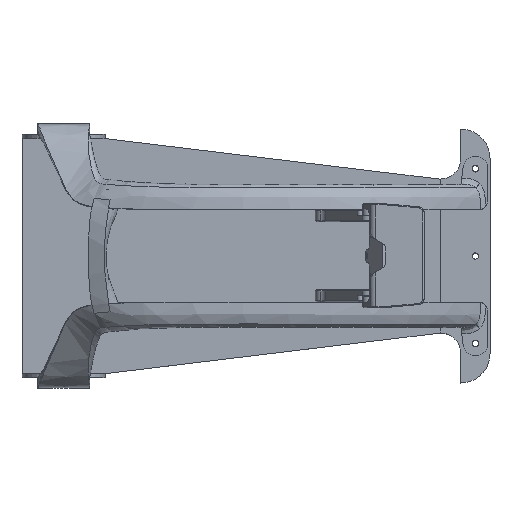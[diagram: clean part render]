
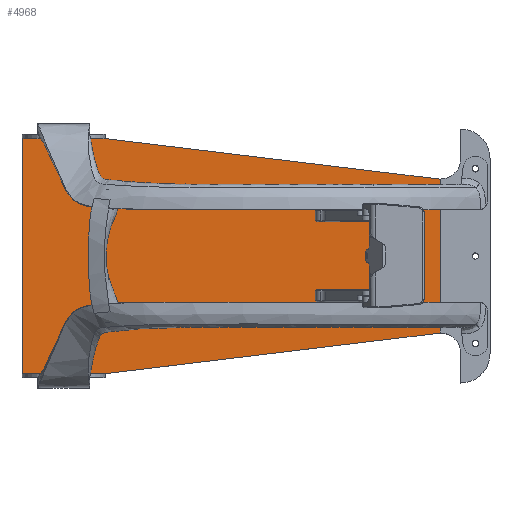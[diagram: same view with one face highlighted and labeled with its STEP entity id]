
A CAD part, top view. The second image highlights one B-rep face of the part: STEP entity #4968.
In plain terms, the highlighted planar face has unit normal (0, 0, 1).
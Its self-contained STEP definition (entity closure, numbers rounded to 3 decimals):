
#410=PLANE('',#5372);
#537=FACE_OUTER_BOUND('',#838,.T.);
#838=EDGE_LOOP('',(#3483,#3484,#3485,#3486,#3487,#3488));
#1179=LINE('',#7223,#1547);
#1192=LINE('',#7266,#1560);
#1205=LINE('',#7302,#1573);
#1207=LINE('',#7307,#1575);
#1209=LINE('',#7311,#1577);
#1210=LINE('',#7312,#1578);
#1547=VECTOR('',#5884,10.);
#1560=VECTOR('',#5927,10.);
#1573=VECTOR('',#5966,10.);
#1575=VECTOR('',#5970,10.);
#1577=VECTOR('',#5974,10.);
#1578=VECTOR('',#5975,10.);
#2130=VERTEX_POINT('',#7210);
#2134=VERTEX_POINT('',#7222);
#2148=VERTEX_POINT('',#7261);
#2149=VERTEX_POINT('',#7265);
#2161=VERTEX_POINT('',#7306);
#2162=VERTEX_POINT('',#7310);
#2631=EDGE_CURVE('',#2130,#2134,#1179,.T.);
#2652=EDGE_CURVE('',#2148,#2149,#1192,.T.);
#2671=EDGE_CURVE('',#2149,#2130,#1205,.T.);
#2673=EDGE_CURVE('',#2161,#2148,#1207,.T.);
#2675=EDGE_CURVE('',#2134,#2162,#1209,.T.);
#2676=EDGE_CURVE('',#2161,#2162,#1210,.T.);
#3483=ORIENTED_EDGE('',*,*,#2673,.T.);
#3484=ORIENTED_EDGE('',*,*,#2652,.T.);
#3485=ORIENTED_EDGE('',*,*,#2671,.T.);
#3486=ORIENTED_EDGE('',*,*,#2631,.T.);
#3487=ORIENTED_EDGE('',*,*,#2675,.T.);
#3488=ORIENTED_EDGE('',*,*,#2676,.F.);
#4968=ADVANCED_FACE('',(#537),#410,.T.);
#5372=AXIS2_PLACEMENT_3D('',#7309,#5972,#5973);
#5884=DIRECTION('',(-1.,0.,0.));
#5927=DIRECTION('',(0.,1.,0.));
#5966=DIRECTION('',(-0.993,0.12,0.));
#5970=DIRECTION('',(0.993,0.12,0.));
#5972=DIRECTION('center_axis',(0.,0.,1.));
#5973=DIRECTION('ref_axis',(1.,0.,0.));
#5974=DIRECTION('',(0.,-1.,0.));
#5975=DIRECTION('',(-1.,0.,0.));
#7210=CARTESIAN_POINT('',(20.,115.,2.));
#7222=CARTESIAN_POINT('',(-20.,115.,2.));
#7223=CARTESIAN_POINT('',(20.,115.,2.));
#7261=CARTESIAN_POINT('',(181.,21.5,2.));
#7265=CARTESIAN_POINT('',(181.,95.5,2.));
#7266=CARTESIAN_POINT('',(181.,21.5,2.));
#7302=CARTESIAN_POINT('',(20.,115.,2.));
#7306=CARTESIAN_POINT('',(20.,2.,2.));
#7307=CARTESIAN_POINT('',(181.,21.5,2.));
#7309=CARTESIAN_POINT('Origin',(80.5,58.5,2.));
#7310=CARTESIAN_POINT('',(-20.,2.,2.));
#7311=CARTESIAN_POINT('',(-20.,2.,2.));
#7312=CARTESIAN_POINT('',(40.25,2.,2.));
